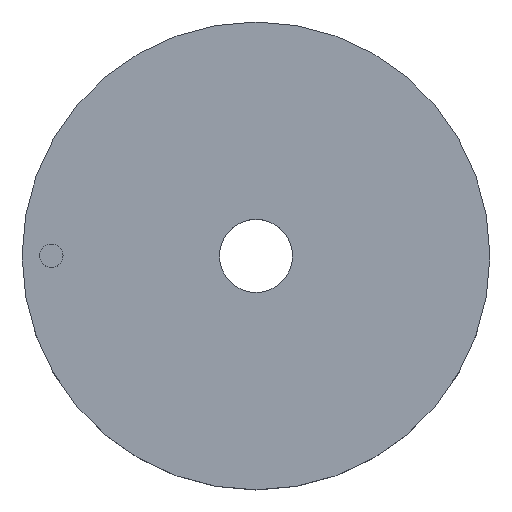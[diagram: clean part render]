
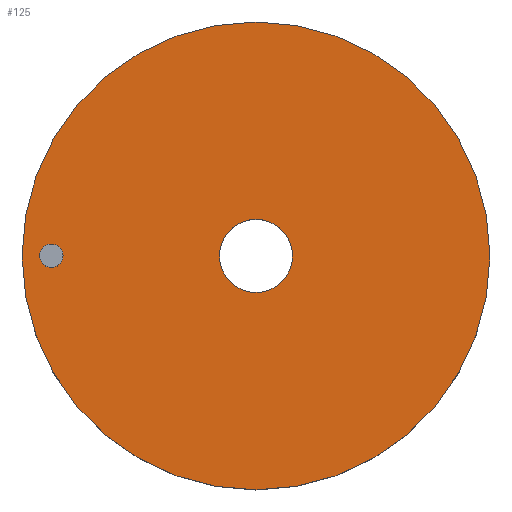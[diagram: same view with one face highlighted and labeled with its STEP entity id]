
A CAD part, top view. The second image highlights one B-rep face of the part: STEP entity #125.
In plain terms, the highlighted planar face has unit normal (0, 0, 1).
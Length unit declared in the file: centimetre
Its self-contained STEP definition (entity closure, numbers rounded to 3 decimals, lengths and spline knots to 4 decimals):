
#6 = VERTEX_POINT ( 'NONE', #235 ) ;
#10 = AXIS2_PLACEMENT_3D ( 'NONE', #172, #75, #250 ) ;
#16 = ORIENTED_EDGE ( 'NONE', *, *, #322, .F. ) ;
#22 = DIRECTION ( 'NONE',  ( 1., 0., 0. ) ) ;
#23 = FACE_BOUND ( 'NONE', #262, .T. ) ;
#35 = EDGE_CURVE ( 'NONE', #6, #240, #297, .T. ) ;
#36 = DIRECTION ( 'NONE',  ( 0., 0., 1. ) ) ;
#44 = CARTESIAN_POINT ( 'NONE',  ( 0., 0., 0. ) ) ;
#63 = ORIENTED_EDGE ( 'NONE', *, *, #166, .T. ) ;
#66 = ORIENTED_EDGE ( 'NONE', *, *, #133, .F. ) ;
#75 = DIRECTION ( 'NONE',  ( 0., 0., 1. ) ) ;
#76 = AXIS2_PLACEMENT_3D ( 'NONE', #104, #310, #290 ) ;
#77 = EDGE_CURVE ( 'NONE', #139, #236, #95, .T. ) ;
#78 = FACE_BOUND ( 'NONE', #85, .T. ) ;
#85 = EDGE_LOOP ( 'NONE', ( #90, #66 ) ) ;
#90 = ORIENTED_EDGE ( 'NONE', *, *, #35, .F. ) ;
#95 = CIRCLE ( 'NONE', #171, 0.4 ) ;
#96 = VERTEX_POINT ( 'NONE', #252 ) ;
#97 = CARTESIAN_POINT ( 'NONE',  ( -7., 0., 0. ) ) ;
#100 = CARTESIAN_POINT ( 'NONE',  ( -6.6, 0., 0. ) ) ;
#101 = CARTESIAN_POINT ( 'NONE',  ( 0., 0., 0. ) ) ;
#104 = CARTESIAN_POINT ( 'NONE',  ( -7., 0., 0. ) ) ;
#106 = CIRCLE ( 'NONE', #76, 0.4 ) ;
#107 = AXIS2_PLACEMENT_3D ( 'NONE', #264, #36, #158 ) ;
#108 = ORIENTED_EDGE ( 'NONE', *, *, #77, .F. ) ;
#124 = DIRECTION ( 'NONE',  ( 0., 0., 1. ) ) ;
#125 = ADVANCED_FACE ( 'NONE', ( #23, #78, #194 ), #224, .T. ) ;
#128 = EDGE_LOOP ( 'NONE', ( #63, #301 ) ) ;
#133 = EDGE_CURVE ( 'NONE', #240, #6, #225, .T. ) ;
#139 = VERTEX_POINT ( 'NONE', #100 ) ;
#140 = CIRCLE ( 'NONE', #238, 8. ) ;
#149 = AXIS2_PLACEMENT_3D ( 'NONE', #101, #203, #152 ) ;
#152 = DIRECTION ( 'NONE',  ( 1., 0., 0. ) ) ;
#158 = DIRECTION ( 'NONE',  ( 1., 0., 0. ) ) ;
#163 = CARTESIAN_POINT ( 'NONE',  ( 8., 0., 0. ) ) ;
#166 = EDGE_CURVE ( 'NONE', #177, #96, #223, .T. ) ;
#170 = DIRECTION ( 'NONE',  ( 0., 0., 1. ) ) ;
#171 = AXIS2_PLACEMENT_3D ( 'NONE', #97, #124, #196 ) ;
#172 = CARTESIAN_POINT ( 'NONE',  ( 0., 0., 0. ) ) ;
#173 = CARTESIAN_POINT ( 'NONE',  ( -7.4, 0., 0. ) ) ;
#174 = EDGE_CURVE ( 'NONE', #96, #177, #140, .T. ) ;
#177 = VERTEX_POINT ( 'NONE', #163 ) ;
#194 = FACE_OUTER_BOUND ( 'NONE', #128, .T. ) ;
#196 = DIRECTION ( 'NONE',  ( 1., 0., 0. ) ) ;
#200 = DIRECTION ( 'NONE',  ( 1., 0., 0. ) ) ;
#203 = DIRECTION ( 'NONE',  ( 0., 0., 1. ) ) ;
#223 = CIRCLE ( 'NONE', #10, 8. ) ;
#224 = PLANE ( 'NONE',  #149 ) ;
#225 = CIRCLE ( 'NONE', #272, 1.25 ) ;
#235 = CARTESIAN_POINT ( 'NONE',  ( 1.25, 0., 0. ) ) ;
#236 = VERTEX_POINT ( 'NONE', #173 ) ;
#238 = AXIS2_PLACEMENT_3D ( 'NONE', #244, #170, #22 ) ;
#240 = VERTEX_POINT ( 'NONE', #295 ) ;
#244 = CARTESIAN_POINT ( 'NONE',  ( 0., 0., 0. ) ) ;
#250 = DIRECTION ( 'NONE',  ( 1., 0., 0. ) ) ;
#252 = CARTESIAN_POINT ( 'NONE',  ( -8., 0., 0. ) ) ;
#262 = EDGE_LOOP ( 'NONE', ( #16, #108 ) ) ;
#264 = CARTESIAN_POINT ( 'NONE',  ( 0., 0., 0. ) ) ;
#272 = AXIS2_PLACEMENT_3D ( 'NONE', #44, #302, #200 ) ;
#290 = DIRECTION ( 'NONE',  ( 1., 0., 0. ) ) ;
#295 = CARTESIAN_POINT ( 'NONE',  ( -1.25, 0., 0. ) ) ;
#297 = CIRCLE ( 'NONE', #107, 1.25 ) ;
#301 = ORIENTED_EDGE ( 'NONE', *, *, #174, .T. ) ;
#302 = DIRECTION ( 'NONE',  ( 0., 0., 1. ) ) ;
#310 = DIRECTION ( 'NONE',  ( 0., 0., 1. ) ) ;
#322 = EDGE_CURVE ( 'NONE', #236, #139, #106, .T. ) ;
